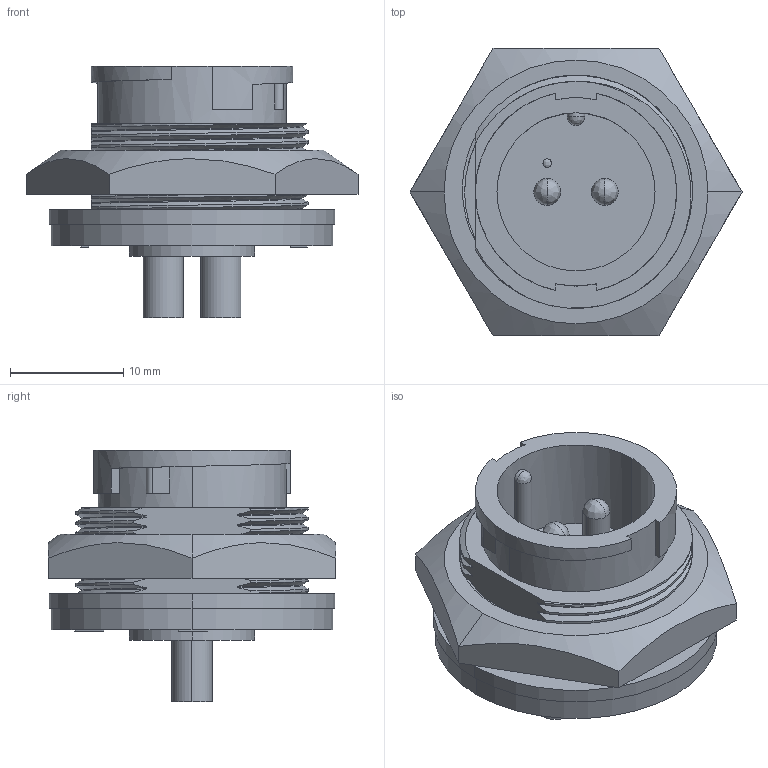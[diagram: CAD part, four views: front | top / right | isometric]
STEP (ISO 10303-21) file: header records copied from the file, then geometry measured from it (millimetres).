
FILE_DESCRIPTION (( 'STEP AP203' ), '1' );
FILE_NAME ('4180-2PG-300.STEP', '2013-06-14T21:27:29', ( 'J0FPBF1' ), ( '' ), 'SwSTEP 2.0', 'SolidWorks 2012', '' );
FILE_SCHEMA (( 'CONFIG_CONTROL_DESIGN' ));
Length unit declared in the file: inch
Products named in the file (1): 4180-2PG-300
Bounding box: 29.33 x 25.4 x 22.25 mm (x, y, z)
Volume: 4873.2 mm3; surface area: 4104.8 mm2
Topology: 2 solids, 2 shells, 229 faces, 630 edges, 415 vertices
Faces by surface type: bspline 110, plane 61, cylinder 56, cone 2
Entity records: 16030 total; most frequent: CARTESIAN_POINT 11076, ORIENTED_EDGE 1248, DIRECTION 647, EDGE_CURVE 624, VERTEX_POINT 415, LINE 265, VECTOR 265, EDGE_LOOP 247
